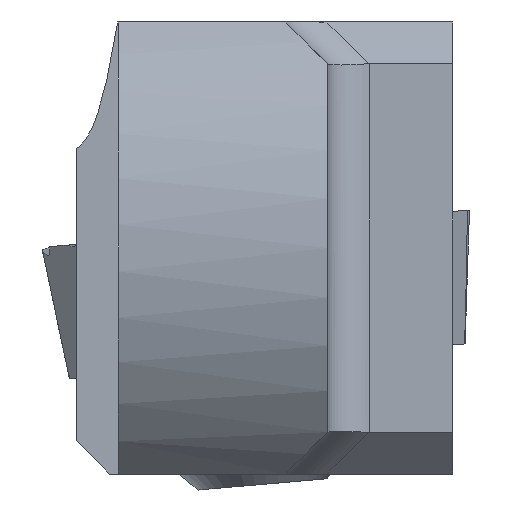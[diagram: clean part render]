
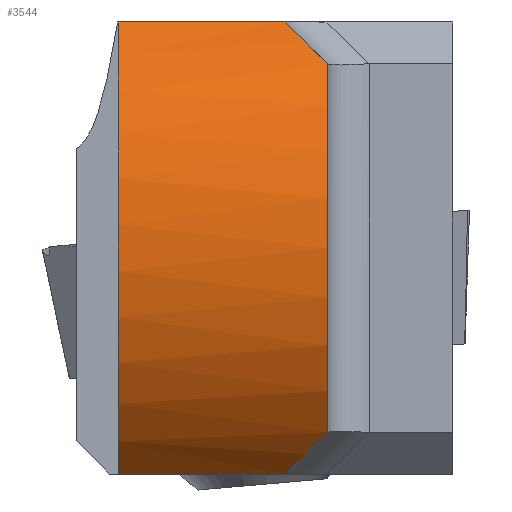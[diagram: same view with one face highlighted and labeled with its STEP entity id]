
A CAD part, left-side view. The second image highlights one B-rep face of the part: STEP entity #3544.
In plain terms, the highlighted cylindrical face has radius 3.5 mm (diameter 7 mm), a partial arc.
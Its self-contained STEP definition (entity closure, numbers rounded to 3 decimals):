
#18 =( BOUNDED_CURVE ( )  B_SPLINE_CURVE ( 3, ( #1177, #1247, #1243, #1182 ),
 .UNSPECIFIED., .F., .F. ) 
 B_SPLINE_CURVE_WITH_KNOTS ( ( 4, 4 ),
 ( 0.69, 0.891 ),
 .UNSPECIFIED. ) 
 CURVE ( )  GEOMETRIC_REPRESENTATION_ITEM ( )  RATIONAL_B_SPLINE_CURVE ( ( 1., 0.997, 0.997, 1. ) ) 
 REPRESENTATION_ITEM ( '' )  );
#30 = VERTEX_POINT ( 'NONE', #1172 ) ;
#67 = FACE_OUTER_BOUND ( 'NONE', #2669, .T. ) ;
#280 = VERTEX_POINT ( 'NONE', #1925 ) ;
#330 = CARTESIAN_POINT ( 'NONE',  ( -16.022, -3.5, 2.2 ) ) ;
#354 = EDGE_CURVE ( 'NONE', #1184, #2708, #1309, .T. ) ;
#396 = EDGE_CURVE ( 'NONE', #280, #589, #1120, .T. ) ;
#432 = DIRECTION ( 'NONE',  ( 0., 1., 0. ) ) ;
#442 = CARTESIAN_POINT ( 'NONE',  ( -13.3, -5., 0. ) ) ;
#589 = VERTEX_POINT ( 'NONE', #2814 ) ;
#843 = CARTESIAN_POINT ( 'NONE',  ( -15.527, -3., -2.7 ) ) ;
#873 = EDGE_CURVE ( 'NONE', #589, #30, #2985, .T. ) ;
#962 = EDGE_CURVE ( 'NONE', #280, #1115, #2208, .T. ) ;
#1115 = VERTEX_POINT ( 'NONE', #843 ) ;
#1120 = CIRCLE ( 'NONE', #1510, 3.5 ) ;
#1140 = EDGE_CURVE ( 'NONE', #1115, #1184, #18, .T. ) ;
#1148 = EDGE_CURVE ( 'NONE', #2708, #30, #1271, .T. ) ;
#1172 = CARTESIAN_POINT ( 'NONE',  ( -15.527, -3., 2.7 ) ) ;
#1177 = CARTESIAN_POINT ( 'NONE',  ( -15.527, -3., -2.7 ) ) ;
#1182 = CARTESIAN_POINT ( 'NONE',  ( -16.022, -3.5, -2.2 ) ) ;
#1184 = VERTEX_POINT ( 'NONE', #1572 ) ;
#1243 = CARTESIAN_POINT ( 'NONE',  ( -15.874, -3.317, -2.383 ) ) ;
#1247 = CARTESIAN_POINT ( 'NONE',  ( -15.709, -3.15, -2.55 ) ) ;
#1271 =( BOUNDED_CURVE ( )  B_SPLINE_CURVE ( 3, ( #1333, #1298, #1432, #1434 ),
 .UNSPECIFIED., .F., .F. ) 
 B_SPLINE_CURVE_WITH_KNOTS ( ( 4, 4 ),
 ( 5.392, 5.593 ),
 .UNSPECIFIED. ) 
 CURVE ( )  GEOMETRIC_REPRESENTATION_ITEM ( )  RATIONAL_B_SPLINE_CURVE ( ( 1., 0.997, 0.997, 1. ) ) 
 REPRESENTATION_ITEM ( '' )  );
#1298 = CARTESIAN_POINT ( 'NONE',  ( -15.874, -3.317, 2.383 ) ) ;
#1309 = CIRCLE ( 'NONE', #1635, 3.5 ) ;
#1333 = CARTESIAN_POINT ( 'NONE',  ( -16.022, -3.5, 2.2 ) ) ;
#1393 = ORIENTED_EDGE ( 'NONE', *, *, #396, .F. ) ;
#1400 = ORIENTED_EDGE ( 'NONE', *, *, #873, .F. ) ;
#1406 = ORIENTED_EDGE ( 'NONE', *, *, #1148, .T. ) ;
#1414 = ORIENTED_EDGE ( 'NONE', *, *, #354, .T. ) ;
#1418 = ORIENTED_EDGE ( 'NONE', *, *, #1140, .T. ) ;
#1420 = ORIENTED_EDGE ( 'NONE', *, *, #962, .T. ) ;
#1432 = CARTESIAN_POINT ( 'NONE',  ( -15.709, -3.15, 2.55 ) ) ;
#1434 = CARTESIAN_POINT ( 'NONE',  ( -15.527, -3., 2.7 ) ) ;
#1510 = AXIS2_PLACEMENT_3D ( 'NONE', #2406, #2415, #2418 ) ;
#1572 = CARTESIAN_POINT ( 'NONE',  ( -16.022, -3.5, -2.2 ) ) ;
#1633 = VECTOR ( 'NONE', #3463, 1000. ) ;
#1635 = AXIS2_PLACEMENT_3D ( 'NONE', #2226, #2229, #2233 ) ;
#1794 = CYLINDRICAL_SURFACE ( 'NONE', #2711, 3.5 ) ;
#1925 = CARTESIAN_POINT ( 'NONE',  ( -15.527, -1., -2.7 ) ) ;
#2208 = LINE ( 'NONE', #3464, #1633 ) ;
#2226 = CARTESIAN_POINT ( 'NONE',  ( -13.3, -3.5, 0. ) ) ;
#2229 = DIRECTION ( 'NONE',  ( 0., 1., 0. ) ) ;
#2233 = DIRECTION ( 'NONE',  ( 0., 0., 1. ) ) ;
#2406 = CARTESIAN_POINT ( 'NONE',  ( -13.3, -1., 0. ) ) ;
#2415 = DIRECTION ( 'NONE',  ( 0., 1., 0. ) ) ;
#2418 = DIRECTION ( 'NONE',  ( 0., 0., 1. ) ) ;
#2643 = DIRECTION ( 'NONE',  ( 0., 0., 1. ) ) ;
#2669 = EDGE_LOOP ( 'NONE', ( #1420, #1418, #1414, #1406, #1400, #1393 ) ) ;
#2708 = VERTEX_POINT ( 'NONE', #330 ) ;
#2711 = AXIS2_PLACEMENT_3D ( 'NONE', #442, #432, #2643 ) ;
#2788 = VECTOR ( 'NONE', #2851, 1000. ) ;
#2814 = CARTESIAN_POINT ( 'NONE',  ( -15.527, -1., 2.7 ) ) ;
#2851 = DIRECTION ( 'NONE',  ( 0., -1., 0. ) ) ;
#2985 = LINE ( 'NONE', #3268, #2788 ) ;
#3268 = CARTESIAN_POINT ( 'NONE',  ( -15.527, -5., 2.7 ) ) ;
#3463 = DIRECTION ( 'NONE',  ( 0., -1., 0. ) ) ;
#3464 = CARTESIAN_POINT ( 'NONE',  ( -15.527, -5., -2.7 ) ) ;
#3544 = ADVANCED_FACE ( 'NONE', ( #67 ), #1794, .T. ) ;
